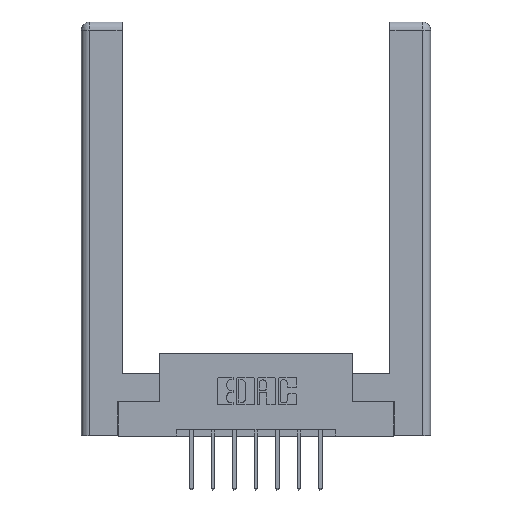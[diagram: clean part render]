
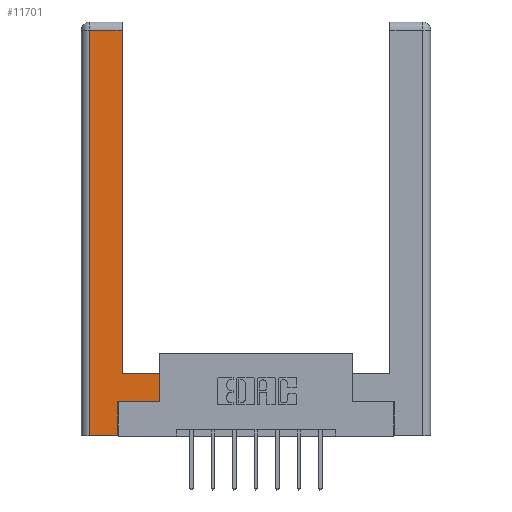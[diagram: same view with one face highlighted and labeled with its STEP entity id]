
A CAD part, top view. The second image highlights one B-rep face of the part: STEP entity #11701.
In plain terms, the highlighted planar face has unit normal (0, 0, 1).
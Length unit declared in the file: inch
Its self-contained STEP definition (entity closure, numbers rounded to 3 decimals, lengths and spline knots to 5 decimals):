
#2 = DIRECTION ( 'NONE',  ( 0., 0., -1. ) ) ;
#439 = ORIENTED_EDGE ( 'NONE', *, *, #10621, .T. ) ;
#927 = DIRECTION ( 'NONE',  ( -1., 0., 0. ) ) ;
#1054 = VERTEX_POINT ( 'NONE', #7117 ) ;
#1184 = CARTESIAN_POINT ( 'NONE',  ( 0.565, 0.245, 0. ) ) ;
#1378 = FACE_OUTER_BOUND ( 'NONE', #4817, .T. ) ;
#1379 = VERTEX_POINT ( 'NONE', #12286 ) ;
#1416 = DIRECTION ( 'NONE',  ( 1., 0., 0. ) ) ;
#1437 = LINE ( 'NONE', #5928, #10556 ) ;
#1526 = ORIENTED_EDGE ( 'NONE', *, *, #11473, .T. ) ;
#1677 = EDGE_CURVE ( 'NONE', #4638, #11772, #4751, .T. ) ;
#1724 = LINE ( 'NONE', #6728, #11778 ) ;
#1729 = CARTESIAN_POINT ( 'NONE',  ( 0.295, 2.94, 0. ) ) ;
#1748 = CARTESIAN_POINT ( 'NONE',  ( 0.0615, 0., 0. ) ) ;
#1772 = DIRECTION ( 'NONE',  ( 0., 1., 0. ) ) ;
#2465 = DIRECTION ( 'NONE',  ( -1., 0., 0. ) ) ;
#3441 = ORIENTED_EDGE ( 'NONE', *, *, #8905, .T. ) ;
#3563 = VECTOR ( 'NONE', #5336, 39.37008 ) ;
#3834 = CARTESIAN_POINT ( 'NONE',  ( 0.0615, 2.94, 0. ) ) ;
#4226 = CARTESIAN_POINT ( 'NONE',  ( 0.265, 0., 0. ) ) ;
#4486 = CARTESIAN_POINT ( 'NONE',  ( 0.265, 0.245, 0. ) ) ;
#4499 = CARTESIAN_POINT ( 'NONE',  ( 0.565, 0.245, 0. ) ) ;
#4571 = LINE ( 'NONE', #8460, #8062 ) ;
#4638 = VERTEX_POINT ( 'NONE', #1748 ) ;
#4751 = LINE ( 'NONE', #4226, #10847 ) ;
#4817 = EDGE_LOOP ( 'NONE', ( #1526, #439, #4859, #6788, #9578, #3441, #12195, #10429 ) ) ;
#4818 = CARTESIAN_POINT ( 'NONE',  ( 0., 0., 0. ) ) ;
#4859 = ORIENTED_EDGE ( 'NONE', *, *, #9238, .T. ) ;
#5277 = VERTEX_POINT ( 'NONE', #1184 ) ;
#5336 = DIRECTION ( 'NONE',  ( 0., 1., 0. ) ) ;
#5712 = LINE ( 'NONE', #11322, #8594 ) ;
#5801 = EDGE_CURVE ( 'NONE', #5277, #1379, #5712, .T. ) ;
#5928 = CARTESIAN_POINT ( 'NONE',  ( 0.0615, 0., 0. ) ) ;
#6041 = CARTESIAN_POINT ( 'NONE',  ( 0.265, 0., 0. ) ) ;
#6689 = EDGE_CURVE ( 'NONE', #11772, #6919, #10116, .T. ) ;
#6721 = LINE ( 'NONE', #10197, #10693 ) ;
#6728 = CARTESIAN_POINT ( 'NONE',  ( 0.295, 0.45, 0. ) ) ;
#6788 = ORIENTED_EDGE ( 'NONE', *, *, #1677, .T. ) ;
#6919 = VERTEX_POINT ( 'NONE', #11434 ) ;
#7117 = CARTESIAN_POINT ( 'NONE',  ( 0.295, 0.45, 0. ) ) ;
#7127 = DIRECTION ( 'NONE',  ( 1., 0., 0. ) ) ;
#7875 = DIRECTION ( 'NONE',  ( 0., -1., 0. ) ) ;
#7950 = VERTEX_POINT ( 'NONE', #3834 ) ;
#7953 = LINE ( 'NONE', #4499, #12559 ) ;
#8062 = VECTOR ( 'NONE', #1772, 39.37008 ) ;
#8460 = CARTESIAN_POINT ( 'NONE',  ( 0.295, 3., 0. ) ) ;
#8594 = VECTOR ( 'NONE', #10450, 39.37008 ) ;
#8717 = DIRECTION ( 'NONE',  ( -1., 0., 0. ) ) ;
#8763 = PLANE ( 'NONE',  #10914 ) ;
#8905 = EDGE_CURVE ( 'NONE', #6919, #5277, #7953, .T. ) ;
#9238 = EDGE_CURVE ( 'NONE', #7950, #4638, #1437, .T. ) ;
#9578 = ORIENTED_EDGE ( 'NONE', *, *, #6689, .T. ) ;
#9604 = EDGE_CURVE ( 'NONE', #1379, #1054, #1724, .T. ) ;
#10116 = LINE ( 'NONE', #4486, #3563 ) ;
#10197 = CARTESIAN_POINT ( 'NONE',  ( 0.0615, 2.94, 0. ) ) ;
#10429 = ORIENTED_EDGE ( 'NONE', *, *, #9604, .T. ) ;
#10450 = DIRECTION ( 'NONE',  ( 0., 1., 0. ) ) ;
#10556 = VECTOR ( 'NONE', #7875, 39.37008 ) ;
#10621 = EDGE_CURVE ( 'NONE', #11427, #7950, #6721, .T. ) ;
#10693 = VECTOR ( 'NONE', #2465, 39.37008 ) ;
#10847 = VECTOR ( 'NONE', #7127, 39.37008 ) ;
#10914 = AXIS2_PLACEMENT_3D ( 'NONE', #4818, #2, #8717 ) ;
#11322 = CARTESIAN_POINT ( 'NONE',  ( 0.565, 0.45, 0. ) ) ;
#11427 = VERTEX_POINT ( 'NONE', #1729 ) ;
#11434 = CARTESIAN_POINT ( 'NONE',  ( 0.265, 0.245, 0. ) ) ;
#11473 = EDGE_CURVE ( 'NONE', #1054, #11427, #4571, .T. ) ;
#11701 = ADVANCED_FACE ( 'NONE', ( #1378 ), #8763, .F. ) ;
#11772 = VERTEX_POINT ( 'NONE', #6041 ) ;
#11778 = VECTOR ( 'NONE', #927, 39.37008 ) ;
#12195 = ORIENTED_EDGE ( 'NONE', *, *, #5801, .T. ) ;
#12286 = CARTESIAN_POINT ( 'NONE',  ( 0.565, 0.45, 0. ) ) ;
#12559 = VECTOR ( 'NONE', #1416, 39.37008 ) ;
